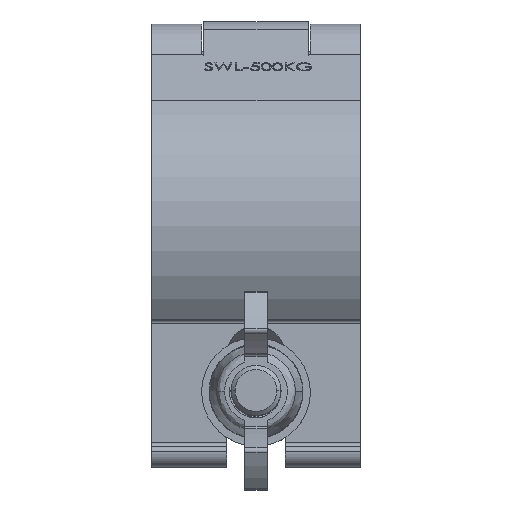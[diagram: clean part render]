
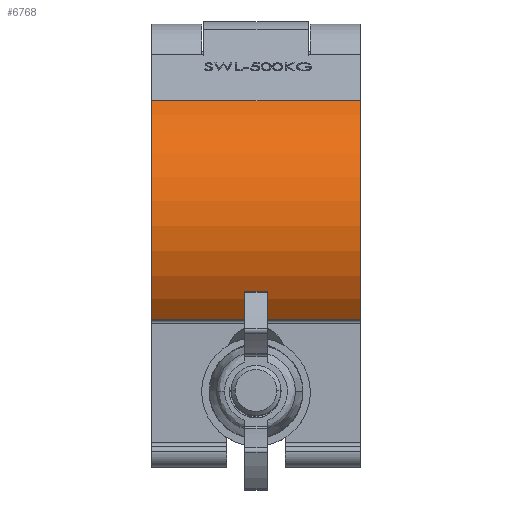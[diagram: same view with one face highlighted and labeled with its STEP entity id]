
A CAD part, top view. The second image highlights one B-rep face of the part: STEP entity #6768.
In plain terms, the highlighted cylindrical face has radius 35.4 mm (diameter 70.8 mm), a partial arc.
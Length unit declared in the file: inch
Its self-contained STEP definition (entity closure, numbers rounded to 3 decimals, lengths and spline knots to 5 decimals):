
#864=FACE_OUTER_BOUND('',#1275,.T.);
#1275=EDGE_LOOP('',(#5438,#5439,#5440,#5441));
#1649=LINE('',#12311,#2143);
#1808=LINE('',#16291,#2302);
#2143=VECTOR('',#8449,39.37008);
#2302=VECTOR('',#8740,39.37008);
#2588=CIRCLE('',#7430,1.3937);
#2589=CIRCLE('',#7431,1.3937);
#3019=VERTEX_POINT('',#12309);
#3020=VERTEX_POINT('',#12310);
#3124=VERTEX_POINT('',#16287);
#3125=VERTEX_POINT('',#16289);
#3770=EDGE_CURVE('',#3019,#3020,#1649,.T.);
#3976=EDGE_CURVE('',#3019,#3124,#2588,.T.);
#3977=EDGE_CURVE('',#3020,#3125,#2589,.T.);
#3978=EDGE_CURVE('',#3125,#3124,#1808,.T.);
#5438=ORIENTED_EDGE('',*,*,#3976,.F.);
#5439=ORIENTED_EDGE('',*,*,#3770,.T.);
#5440=ORIENTED_EDGE('',*,*,#3977,.T.);
#5441=ORIENTED_EDGE('',*,*,#3978,.T.);
#6455=CYLINDRICAL_SURFACE('',#7429,1.3937);
#6768=ADVANCED_FACE('',(#864),#6455,.T.);
#7429=AXIS2_PLACEMENT_3D('',#16286,#8734,#8735);
#7430=AXIS2_PLACEMENT_3D('',#16288,#8736,#8737);
#7431=AXIS2_PLACEMENT_3D('',#16290,#8738,#8739);
#8449=DIRECTION('',(1.,0.,0.));
#8734=DIRECTION('center_axis',(1.,0.,0.));
#8735=DIRECTION('ref_axis',(0.,1.,0.));
#8736=DIRECTION('center_axis',(-1.,0.,0.));
#8737=DIRECTION('ref_axis',(0.,1.,0.));
#8738=DIRECTION('center_axis',(-1.,0.,0.));
#8739=DIRECTION('ref_axis',(0.,1.,0.));
#8740=DIRECTION('',(-1.,0.,0.));
#12309=CARTESIAN_POINT('',(0.65664,-2.37689,3.51273));
#12310=CARTESIAN_POINT('',(2.62515,-2.37689,3.51273));
#12311=CARTESIAN_POINT('',(0.65664,-2.37689,3.51273));
#16286=CARTESIAN_POINT('Origin',(0.65664,-1.50041,2.42913));
#16287=CARTESIAN_POINT('',(0.65664,-0.31436,3.16104));
#16288=CARTESIAN_POINT('Origin',(0.65664,-1.50041,2.42913));
#16289=CARTESIAN_POINT('',(2.62515,-0.31436,3.16104));
#16290=CARTESIAN_POINT('Origin',(2.62515,-1.50041,2.42913));
#16291=CARTESIAN_POINT('',(0.65664,-0.31436,3.16104));
